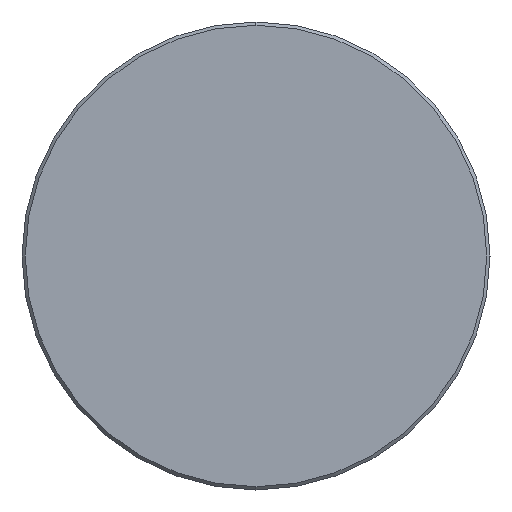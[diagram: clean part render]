
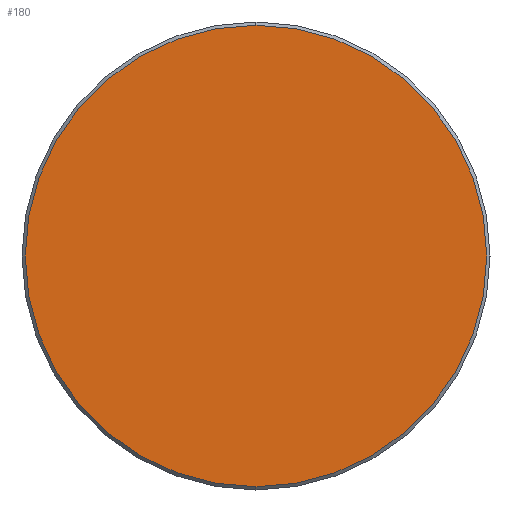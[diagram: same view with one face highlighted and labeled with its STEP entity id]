
A CAD part, left-side view. The second image highlights one B-rep face of the part: STEP entity #180.
In plain terms, the highlighted planar face has unit normal (-1, 0, 0).
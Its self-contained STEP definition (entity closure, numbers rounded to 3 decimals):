
#8 = DIRECTION ( 'NONE',  ( 1., 0., 0. ) ) ;
#10 = DIRECTION ( 'NONE',  ( 0., 0., 1. ) ) ;
#14 = CARTESIAN_POINT ( 'NONE',  ( 0., 0., 0. ) ) ;
#28 = EDGE_CURVE ( 'NONE', #576, #211, #274, .T. ) ;
#52 = DIRECTION ( 'NONE',  ( -1., 0., 0. ) ) ;
#84 = EDGE_LOOP ( 'NONE', ( #261, #254 ) ) ;
#96 = DIRECTION ( 'NONE',  ( 0., 0., -1. ) ) ;
#112 = DIRECTION ( 'NONE',  ( 0., 0., 1. ) ) ;
#161 = CARTESIAN_POINT ( 'NONE',  ( 0., 0., 21.2 ) ) ;
#165 = CARTESIAN_POINT ( 'NONE',  ( 0., 0., 0. ) ) ;
#180 = ADVANCED_FACE ( 'NONE', ( #692 ), #364, .F. ) ;
#211 = VERTEX_POINT ( 'NONE', #161 ) ;
#233 = AXIS2_PLACEMENT_3D ( 'NONE', #14, #376, #112 ) ;
#254 = ORIENTED_EDGE ( 'NONE', *, *, #539, .T. ) ;
#261 = ORIENTED_EDGE ( 'NONE', *, *, #28, .T. ) ;
#274 = CIRCLE ( 'NONE', #233, 21.2 ) ;
#304 = CARTESIAN_POINT ( 'NONE',  ( 0., 0., -21.2 ) ) ;
#364 = PLANE ( 'NONE',  #394 ) ;
#376 = DIRECTION ( 'NONE',  ( -1., 0., 0. ) ) ;
#394 = AXIS2_PLACEMENT_3D ( 'NONE', #715, #8, #96 ) ;
#400 = CIRCLE ( 'NONE', #663, 21.2 ) ;
#539 = EDGE_CURVE ( 'NONE', #211, #576, #400, .T. ) ;
#576 = VERTEX_POINT ( 'NONE', #304 ) ;
#663 = AXIS2_PLACEMENT_3D ( 'NONE', #165, #52, #10 ) ;
#692 = FACE_OUTER_BOUND ( 'NONE', #84, .T. ) ;
#715 = CARTESIAN_POINT ( 'NONE',  ( 0., 0., 0. ) ) ;
